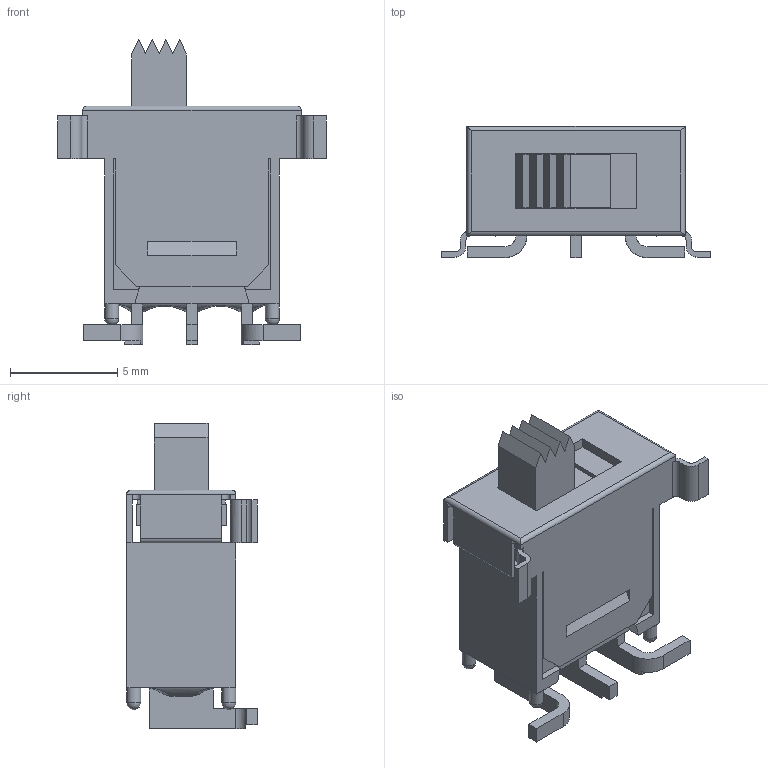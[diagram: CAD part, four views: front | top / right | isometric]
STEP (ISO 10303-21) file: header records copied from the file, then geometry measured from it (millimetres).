
FILE_DESCRIPTION((' '),'2;1');
FILE_NAME('500ASSPxSM6xE.stp','2017-07-25T16:21:06',(' '),(' '),' ','ACIS',' ');
FILE_SCHEMA(('CONFIG_CONTROL_DESIGN'));
Length unit declared in the file: inch
Products named in the file (1): 500ASSPxSM6xE.stp
Bounding box: 12.5 x 6.08 x 14.2 mm (x, y, z)
Volume: 234.3 mm3; surface area: 956.8 mm2
Topology: 1 solids, 1 shells, 219 faces, 641 edges, 410 vertices
Faces by surface type: plane 175, cylinder 32, bspline 8, sphere 4
Full cylindrical faces by diameter (mm): 0.65 x4
Entity records: 8350 total; most frequent: CARTESIAN_POINT 2529, ORIENTED_EDGE 1254, DIRECTION 1089, EDGE_CURVE 627, VECTOR 525, LINE 525, VERTEX_POINT 404, AXIS2_PLACEMENT_3D 282
